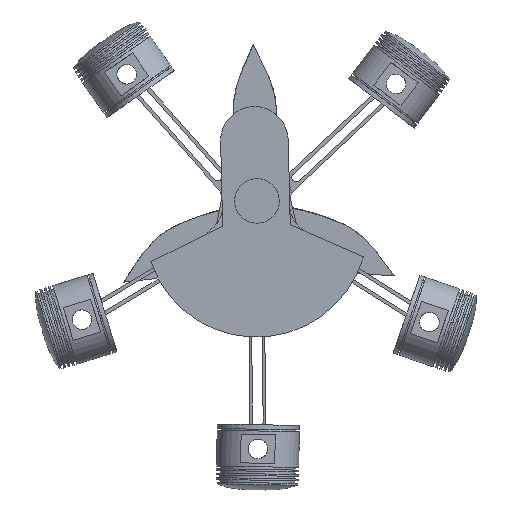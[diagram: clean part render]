
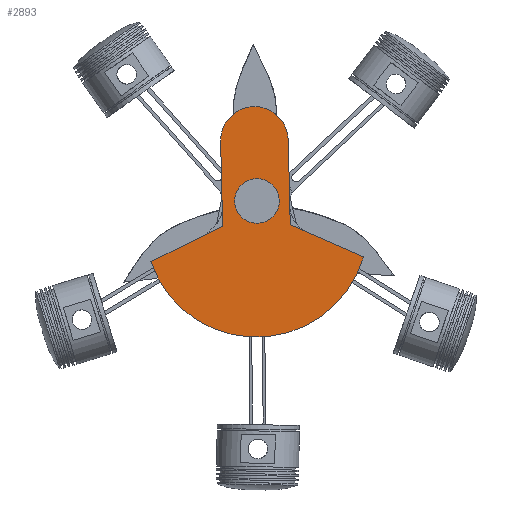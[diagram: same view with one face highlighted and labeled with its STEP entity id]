
A CAD part, front view. The second image highlights one B-rep face of the part: STEP entity #2893.
In plain terms, the highlighted planar face has unit normal (0, -1, 0).
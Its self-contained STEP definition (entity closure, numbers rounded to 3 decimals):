
#221=FACE_BOUND('',#674,.T.);
#291=PLANE('',#3287);
#454=FACE_OUTER_BOUND('',#673,.T.);
#673=EDGE_LOOP('',(#2630,#2631,#2632,#2633,#2634,#2635));
#674=EDGE_LOOP('',(#2636));
#825=LINE('',#6654,#980);
#828=LINE('',#6659,#983);
#831=LINE('',#6667,#986);
#833=LINE('',#6671,#988);
#980=VECTOR('',#4093,10.);
#983=VECTOR('',#4098,10.);
#986=VECTOR('',#4107,10.);
#988=VECTOR('',#4111,10.);
#1144=CIRCLE('',#3246,25.);
#1163=CIRCLE('',#3282,125.);
#1164=CIRCLE('',#3286,37.85);
#1402=VERTEX_POINT('',#6573);
#1428=VERTEX_POINT('',#6652);
#1429=VERTEX_POINT('',#6653);
#1430=VERTEX_POINT('',#6658);
#1431=VERTEX_POINT('',#6662);
#1432=VERTEX_POINT('',#6666);
#1433=VERTEX_POINT('',#6670);
#1788=EDGE_CURVE('',#1402,#1402,#1144,.T.);
#1825=EDGE_CURVE('',#1428,#1429,#825,.T.);
#1828=EDGE_CURVE('',#1428,#1430,#828,.T.);
#1830=EDGE_CURVE('',#1430,#1431,#1163,.T.);
#1832=EDGE_CURVE('',#1432,#1431,#831,.T.);
#1834=EDGE_CURVE('',#1433,#1432,#833,.T.);
#1836=EDGE_CURVE('',#1433,#1429,#1164,.T.);
#2630=ORIENTED_EDGE('',*,*,#1836,.T.);
#2631=ORIENTED_EDGE('',*,*,#1825,.F.);
#2632=ORIENTED_EDGE('',*,*,#1828,.T.);
#2633=ORIENTED_EDGE('',*,*,#1830,.T.);
#2634=ORIENTED_EDGE('',*,*,#1832,.F.);
#2635=ORIENTED_EDGE('',*,*,#1834,.F.);
#2636=ORIENTED_EDGE('',*,*,#1788,.T.);
#2893=ADVANCED_FACE('',(#454,#221),#291,.F.);
#3246=AXIS2_PLACEMENT_3D('',#6575,#4007,#4008);
#3282=AXIS2_PLACEMENT_3D('',#6663,#4102,#4103);
#3286=AXIS2_PLACEMENT_3D('',#6674,#4115,#4116);
#3287=AXIS2_PLACEMENT_3D('',#6675,#4117,#4118);
#4007=DIRECTION('center_axis',(0.,1.,0.));
#4008=DIRECTION('ref_axis',(0.94,0.,-0.342));
#4093=DIRECTION('',(0.,0.,1.));
#4098=DIRECTION('',(-0.906,0.,-0.423));
#4102=DIRECTION('center_axis',(0.,-1.,0.));
#4103=DIRECTION('ref_axis',(1.,0.,0.));
#4107=DIRECTION('',(0.906,0.,-0.423));
#4111=DIRECTION('',(0.,0.,-1.));
#4115=DIRECTION('center_axis',(0.,-1.,0.));
#4116=DIRECTION('ref_axis',(1.,0.,0.));
#4117=DIRECTION('center_axis',(0.,1.,0.));
#4118=DIRECTION('ref_axis',(-1.,0.,0.));
#6573=CARTESIAN_POINT('',(1290.615,-53.481,290.779));
#6575=CARTESIAN_POINT('Origin',(1314.108,-53.481,282.231));
#6652=CARTESIAN_POINT('',(1275.049,-53.481,254.691));
#6653=CARTESIAN_POINT('',(1275.049,-53.481,350.));
#6654=CARTESIAN_POINT('',(1275.049,-53.481,254.691));
#6658=CARTESIAN_POINT('',(1193.782,-53.481,216.795));
#6659=CARTESIAN_POINT('',(1275.049,-53.481,254.691));
#6662=CARTESIAN_POINT('',(1432.016,-53.481,216.795));
#6663=CARTESIAN_POINT('Origin',(1312.899,-53.481,254.691));
#6666=CARTESIAN_POINT('',(1350.748,-53.481,254.691));
#6667=CARTESIAN_POINT('',(1350.748,-53.481,254.691));
#6670=CARTESIAN_POINT('',(1350.749,-53.481,350.));
#6671=CARTESIAN_POINT('',(1350.749,-53.481,350.));
#6674=CARTESIAN_POINT('Origin',(1312.899,-53.481,350.));
#6675=CARTESIAN_POINT('Origin',(1312.899,-53.481,254.691));
